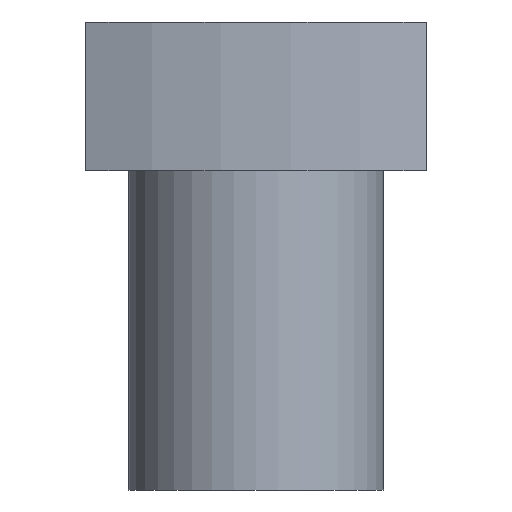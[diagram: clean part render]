
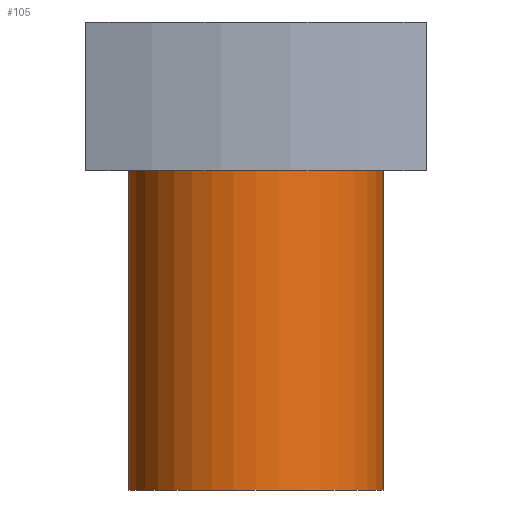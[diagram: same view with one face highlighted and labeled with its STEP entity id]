
A CAD part, front view. The second image highlights one B-rep face of the part: STEP entity #105.
In plain terms, the highlighted cylindrical face has radius 30 mm (diameter 60 mm), a partial arc.
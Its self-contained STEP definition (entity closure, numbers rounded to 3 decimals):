
#20 = AXIS2_PLACEMENT_3D ( 'NONE', #89, #427, #177 ) ;
#22 = AXIS2_PLACEMENT_3D ( 'NONE', #253, #135, #302 ) ;
#33 = VERTEX_POINT ( 'NONE', #390 ) ;
#39 = DIRECTION ( 'NONE',  ( 0., 0., -1. ) ) ;
#45 = VERTEX_POINT ( 'NONE', #432 ) ;
#89 = CARTESIAN_POINT ( 'NONE',  ( 0., 0., -75. ) ) ;
#94 = CIRCLE ( 'NONE', #22, 30. ) ;
#105 = ADVANCED_FACE ( 'NONE', ( #303 ), #259, .T. ) ;
#135 = DIRECTION ( 'NONE',  ( 0., 0., -1. ) ) ;
#147 = EDGE_LOOP ( 'NONE', ( #550, #275, #248, #496 ) ) ;
#152 = DIRECTION ( 'NONE',  ( 0., 0., 1. ) ) ;
#177 = DIRECTION ( 'NONE',  ( 1., 0., 0. ) ) ;
#204 = EDGE_CURVE ( 'NONE', #422, #45, #270, .T. ) ;
#217 = CARTESIAN_POINT ( 'NONE',  ( -30., 0., -75. ) ) ;
#218 = VECTOR ( 'NONE', #152, 1000. ) ;
#248 = ORIENTED_EDGE ( 'NONE', *, *, #204, .T. ) ;
#253 = CARTESIAN_POINT ( 'NONE',  ( 0., 0., -75. ) ) ;
#259 = CYLINDRICAL_SURFACE ( 'NONE', #20, 30. ) ;
#270 = LINE ( 'NONE', #280, #218 ) ;
#275 = ORIENTED_EDGE ( 'NONE', *, *, #436, .F. ) ;
#280 = CARTESIAN_POINT ( 'NONE',  ( 30., 0., -75. ) ) ;
#288 = DIRECTION ( 'NONE',  ( 1., 0., 0. ) ) ;
#302 = DIRECTION ( 'NONE',  ( -1., 0., 0. ) ) ;
#303 = FACE_OUTER_BOUND ( 'NONE', #147, .T. ) ;
#306 = DIRECTION ( 'NONE',  ( 0., 0., 1. ) ) ;
#325 = EDGE_CURVE ( 'NONE', #45, #475, #524, .T. ) ;
#378 = VECTOR ( 'NONE', #306, 1000. ) ;
#387 = CARTESIAN_POINT ( 'NONE',  ( -30., 0., 0. ) ) ;
#388 = CARTESIAN_POINT ( 'NONE',  ( 30., 0., -75. ) ) ;
#390 = CARTESIAN_POINT ( 'NONE',  ( -30., 0., -75. ) ) ;
#399 = AXIS2_PLACEMENT_3D ( 'NONE', #497, #39, #288 ) ;
#422 = VERTEX_POINT ( 'NONE', #388 ) ;
#427 = DIRECTION ( 'NONE',  ( 0., 0., 1. ) ) ;
#432 = CARTESIAN_POINT ( 'NONE',  ( 30., 0., 0. ) ) ;
#436 = EDGE_CURVE ( 'NONE', #422, #33, #94, .T. ) ;
#475 = VERTEX_POINT ( 'NONE', #387 ) ;
#496 = ORIENTED_EDGE ( 'NONE', *, *, #325, .T. ) ;
#497 = CARTESIAN_POINT ( 'NONE',  ( 0., 0., 0. ) ) ;
#516 = LINE ( 'NONE', #217, #378 ) ;
#519 = EDGE_CURVE ( 'NONE', #33, #475, #516, .T. ) ;
#524 = CIRCLE ( 'NONE', #399, 30. ) ;
#550 = ORIENTED_EDGE ( 'NONE', *, *, #519, .F. ) ;
